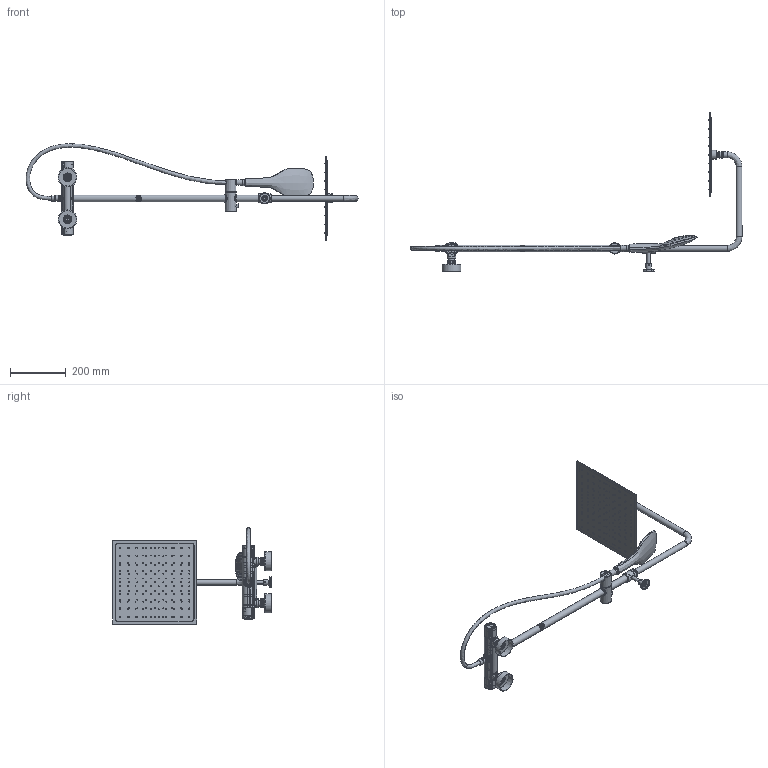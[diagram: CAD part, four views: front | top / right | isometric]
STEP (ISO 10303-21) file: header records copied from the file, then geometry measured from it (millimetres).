
FILE_DESCRIPTION (( 'STEP AP203' ), '1' );
FILE_NAME ('STEP21D302428.STEP', '2020-11-25T08:50:20', ( '' ), ( '' ), 'SwSTEP 2.0', 'SolidWorks 2018', '' );
FILE_SCHEMA (( 'CONFIG_CONTROL_DESIGN' ));
Length unit declared in the file: millimetre
Products named in the file (1): STEP21D302428
Bounding box: 1187.65 x 566.3 x 345.54 mm (x, y, z)
Volume: 1129830.7 mm3; surface area: 900223.3 mm2
Topology: 38 solids, 39 shells, 1989 faces, 4375 edges, 2806 vertices
Faces by surface type: plane 721, bspline 517, cylinder 506, cone 133, torus 106, sphere 6
Full cylindrical faces by diameter (mm): 3.1 x102, 3.2 x1, 3.3 x3, 3.565 x81, 4 x3, 4.15 x1, 4.5 x2, 4.65 x1, 5.8 x7, 6 x1, 7 x1, 8 x1, 9 x1, 9.8 x2, 10 x2, 10.1 x1, 11 x1, 12 x2, 12.2 x1, 12.5 x3, 13.8 x1, 14 x1, 14.1 x1, 14.5 x2, 14.8 x1, 15 x7, 16 x1, 16.2 x2, 16.5 x1, 17.6 x1
Entity records: 135349 total; most frequent: CARTESIAN_POINT 98878, ORIENTED_EDGE 7022, DIRECTION 6385, EDGE_CURVE 3511, EDGE_LOOP 3026, AXIS2_PLACEMENT_3D 2684, VERTEX_POINT 2597, FACE_OUTER_BOUND 2491
